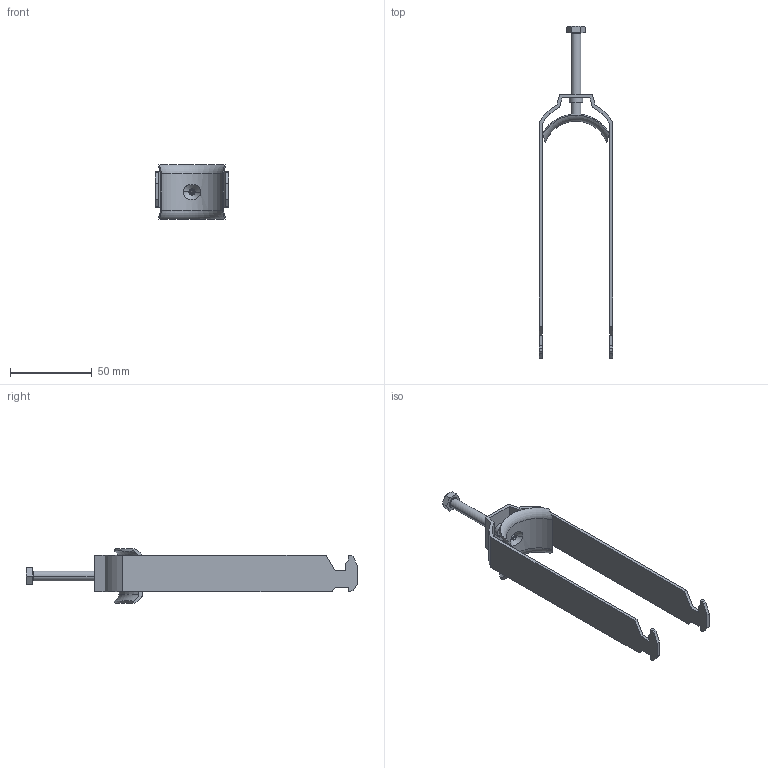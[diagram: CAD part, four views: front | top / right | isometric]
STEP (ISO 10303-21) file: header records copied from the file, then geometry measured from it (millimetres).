
FILE_DESCRIPTION (( 'STEP AP214' ), '1' );
FILE_NAME ('1186038.STEP', '2023-09-05T09:40:45', ( '' ), ( '' ), 'SwSTEP 2.0', 'SolidWorks 2022', '' );
FILE_SCHEMA (( 'AUTOMOTIVE_DESIGN' ));
Length unit declared in the file: millimetre
Products named in the file (4): 157096_3fach_3Fach; 1186038; 141713_Standard; 142951_M6 x 50
Assembly tree (3 placements, depth 2):
  1186038
    157096_3fach_3Fach
    142951_M6 x 50
    141713_Standard
Bounding box: 45 x 203 x 33.4 mm (x, y, z)
Volume: 19406.7 mm3; surface area: 21858.4 mm2
Topology: 3 solids, 3 shells, 247 faces, 646 edges, 428 vertices
Faces by surface type: plane 157, bspline 38, cylinder 34, cone 10, torus 8
Entity records: 11830 total; most frequent: CARTESIAN_POINT 5361, ORIENTED_EDGE 1284, DIRECTION 1048, EDGE_CURVE 642, VERTEX_POINT 428, VECTOR 418, LINE 418, AXIS2_PLACEMENT_3D 315
